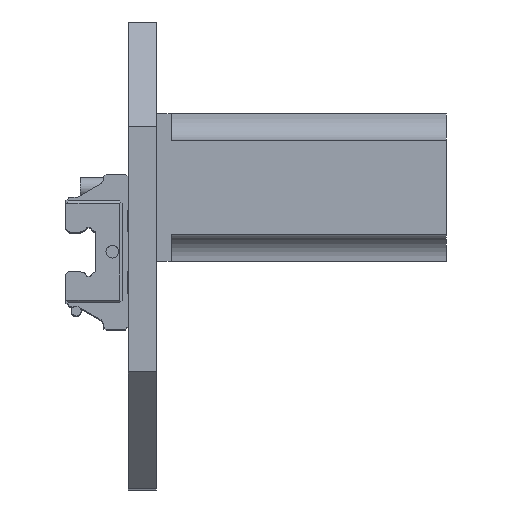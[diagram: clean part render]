
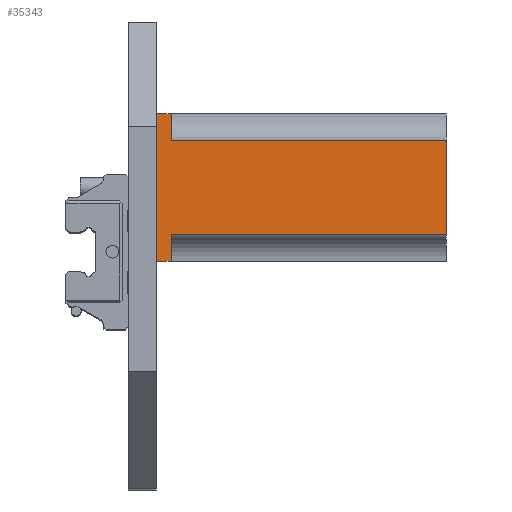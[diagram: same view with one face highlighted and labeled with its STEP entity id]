
A CAD part, top view. The second image highlights one B-rep face of the part: STEP entity #35343.
In plain terms, the highlighted face is planar.
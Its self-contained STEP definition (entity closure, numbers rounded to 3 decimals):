
#34867 = VERTEX_POINT('',#34868);
#34868 = CARTESIAN_POINT('',(-30.,30.,0.));
#34875 = PLANE('',#34876);
#34876 = AXIS2_PLACEMENT_3D('',#34877,#34878,#34879);
#34877 = CARTESIAN_POINT('',(30.,30.,0.));
#34878 = DIRECTION('',(0.,-1.,0.));
#34879 = DIRECTION('',(-1.,0.,0.));
#34887 = PLANE('',#34888);
#34888 = AXIS2_PLACEMENT_3D('',#34889,#34890,#34891);
#34889 = CARTESIAN_POINT('',(0.,0.,0.));
#34890 = DIRECTION('',(0.,0.,1.));
#34891 = DIRECTION('',(1.,0.,0.));
#34999 = PLANE('',#35000);
#35000 = AXIS2_PLACEMENT_3D('',#35001,#35002,#35003);
#35001 = CARTESIAN_POINT('',(0.,0.,118.));
#35002 = DIRECTION('',(0.,0.,1.));
#35003 = DIRECTION('',(1.,0.,0.));
#35027 = CYLINDRICAL_SURFACE('',#35028,11.);
#35028 = AXIS2_PLACEMENT_3D('',#35029,#35030,#35031);
#35029 = CARTESIAN_POINT('',(-30.,30.,118.));
#35030 = DIRECTION('',(0.,0.,1.));
#35031 = DIRECTION('',(0.,-1.,0.));
#35040 = VERTEX_POINT('',#35041);
#35041 = CARTESIAN_POINT('',(-30.,30.,6.));
#35055 = PLANE('',#35056);
#35056 = AXIS2_PLACEMENT_3D('',#35057,#35058,#35059);
#35057 = CARTESIAN_POINT('',(-30.,30.,6.));
#35058 = DIRECTION('',(0.,0.,1.));
#35059 = DIRECTION('',(1.,0.,0.));
#35067 = EDGE_CURVE('',#34867,#35040,#35068,.T.);
#35068 = SURFACE_CURVE('',#35069,(#35073,#35080),.PCURVE_S1.);
#35069 = LINE('',#35070,#35071);
#35070 = CARTESIAN_POINT('',(-30.,30.,0.));
#35071 = VECTOR('',#35072,1.);
#35072 = DIRECTION('',(0.,0.,1.));
#35073 = PCURVE('',#34875,#35074);
#35074 = DEFINITIONAL_REPRESENTATION('',(#35075),#35079);
#35075 = LINE('',#35076,#35077);
#35076 = CARTESIAN_POINT('',(60.,0.));
#35077 = VECTOR('',#35078,1.);
#35078 = DIRECTION('',(0.,-1.));
#35079 = ( GEOMETRIC_REPRESENTATION_CONTEXT(2) 
PARAMETRIC_REPRESENTATION_CONTEXT() REPRESENTATION_CONTEXT('2D SPACE',''
  ) );
#35080 = PCURVE('',#35081,#35086);
#35081 = PLANE('',#35082);
#35082 = AXIS2_PLACEMENT_3D('',#35083,#35084,#35085);
#35083 = CARTESIAN_POINT('',(-30.,30.,0.));
#35084 = DIRECTION('',(1.,0.,0.));
#35085 = DIRECTION('',(0.,-1.,0.));
#35086 = DEFINITIONAL_REPRESENTATION('',(#35087),#35091);
#35087 = LINE('',#35088,#35089);
#35088 = CARTESIAN_POINT('',(0.,0.));
#35089 = VECTOR('',#35090,1.);
#35090 = DIRECTION('',(0.,-1.));
#35091 = ( GEOMETRIC_REPRESENTATION_CONTEXT(2) 
PARAMETRIC_REPRESENTATION_CONTEXT() REPRESENTATION_CONTEXT('2D SPACE',''
  ) );
#35097 = EDGE_CURVE('',#34867,#35098,#35100,.T.);
#35098 = VERTEX_POINT('',#35099);
#35099 = CARTESIAN_POINT('',(-30.,-30.,0.));
#35100 = SURFACE_CURVE('',#35101,(#35105,#35112),.PCURVE_S1.);
#35101 = LINE('',#35102,#35103);
#35102 = CARTESIAN_POINT('',(-30.,30.,0.));
#35103 = VECTOR('',#35104,1.);
#35104 = DIRECTION('',(0.,-1.,0.));
#35105 = PCURVE('',#34887,#35106);
#35106 = DEFINITIONAL_REPRESENTATION('',(#35107),#35111);
#35107 = LINE('',#35108,#35109);
#35108 = CARTESIAN_POINT('',(-30.,30.));
#35109 = VECTOR('',#35110,1.);
#35110 = DIRECTION('',(0.,-1.));
#35111 = ( GEOMETRIC_REPRESENTATION_CONTEXT(2) 
PARAMETRIC_REPRESENTATION_CONTEXT() REPRESENTATION_CONTEXT('2D SPACE',''
  ) );
#35112 = PCURVE('',#35081,#35113);
#35113 = DEFINITIONAL_REPRESENTATION('',(#35114),#35118);
#35114 = LINE('',#35115,#35116);
#35115 = CARTESIAN_POINT('',(0.,0.));
#35116 = VECTOR('',#35117,1.);
#35117 = DIRECTION('',(1.,-0.));
#35118 = ( GEOMETRIC_REPRESENTATION_CONTEXT(2) 
PARAMETRIC_REPRESENTATION_CONTEXT() REPRESENTATION_CONTEXT('2D SPACE',''
  ) );
#35136 = PLANE('',#35137);
#35137 = AXIS2_PLACEMENT_3D('',#35138,#35139,#35140);
#35138 = CARTESIAN_POINT('',(-30.,-30.,0.));
#35139 = DIRECTION('',(0.,1.,0.));
#35140 = DIRECTION('',(1.,0.,0.));
#35343 = ADVANCED_FACE('',(#35344),#35081,.F.);
#35344 = FACE_BOUND('',#35345,.F.);
#35345 = EDGE_LOOP('',(#35346,#35347,#35348,#35371,#35394,#35417,#35445,
    #35473));
#35346 = ORIENTED_EDGE('',*,*,#35097,.F.);
#35347 = ORIENTED_EDGE('',*,*,#35067,.T.);
#35348 = ORIENTED_EDGE('',*,*,#35349,.T.);
#35349 = EDGE_CURVE('',#35040,#35350,#35352,.T.);
#35350 = VERTEX_POINT('',#35351);
#35351 = CARTESIAN_POINT('',(-30.,19.,6.));
#35352 = SURFACE_CURVE('',#35353,(#35357,#35364),.PCURVE_S1.);
#35353 = LINE('',#35354,#35355);
#35354 = CARTESIAN_POINT('',(-30.,30.,6.));
#35355 = VECTOR('',#35356,1.);
#35356 = DIRECTION('',(0.,-1.,0.));
#35357 = PCURVE('',#35081,#35358);
#35358 = DEFINITIONAL_REPRESENTATION('',(#35359),#35363);
#35359 = LINE('',#35360,#35361);
#35360 = CARTESIAN_POINT('',(0.,-6.));
#35361 = VECTOR('',#35362,1.);
#35362 = DIRECTION('',(1.,-0.));
#35363 = ( GEOMETRIC_REPRESENTATION_CONTEXT(2) 
PARAMETRIC_REPRESENTATION_CONTEXT() REPRESENTATION_CONTEXT('2D SPACE',''
  ) );
#35364 = PCURVE('',#35055,#35365);
#35365 = DEFINITIONAL_REPRESENTATION('',(#35366),#35370);
#35366 = LINE('',#35367,#35368);
#35367 = CARTESIAN_POINT('',(0.,0.));
#35368 = VECTOR('',#35369,1.);
#35369 = DIRECTION('',(0.,-1.));
#35370 = ( GEOMETRIC_REPRESENTATION_CONTEXT(2) 
PARAMETRIC_REPRESENTATION_CONTEXT() REPRESENTATION_CONTEXT('2D SPACE',''
  ) );
#35371 = ORIENTED_EDGE('',*,*,#35372,.F.);
#35372 = EDGE_CURVE('',#35373,#35350,#35375,.T.);
#35373 = VERTEX_POINT('',#35374);
#35374 = CARTESIAN_POINT('',(-30.,19.,118.));
#35375 = SURFACE_CURVE('',#35376,(#35380,#35387),.PCURVE_S1.);
#35376 = LINE('',#35377,#35378);
#35377 = CARTESIAN_POINT('',(-30.,19.,118.));
#35378 = VECTOR('',#35379,1.);
#35379 = DIRECTION('',(-0.,0.,-1.));
#35380 = PCURVE('',#35081,#35381);
#35381 = DEFINITIONAL_REPRESENTATION('',(#35382),#35386);
#35382 = LINE('',#35383,#35384);
#35383 = CARTESIAN_POINT('',(11.,-118.));
#35384 = VECTOR('',#35385,1.);
#35385 = DIRECTION('',(-0.,1.));
#35386 = ( GEOMETRIC_REPRESENTATION_CONTEXT(2) 
PARAMETRIC_REPRESENTATION_CONTEXT() REPRESENTATION_CONTEXT('2D SPACE',''
  ) );
#35387 = PCURVE('',#35027,#35388);
#35388 = DEFINITIONAL_REPRESENTATION('',(#35389),#35393);
#35389 = LINE('',#35390,#35391);
#35390 = CARTESIAN_POINT('',(0.,0.));
#35391 = VECTOR('',#35392,1.);
#35392 = DIRECTION('',(0.,-1.));
#35393 = ( GEOMETRIC_REPRESENTATION_CONTEXT(2) 
PARAMETRIC_REPRESENTATION_CONTEXT() REPRESENTATION_CONTEXT('2D SPACE',''
  ) );
#35394 = ORIENTED_EDGE('',*,*,#35395,.T.);
#35395 = EDGE_CURVE('',#35373,#35396,#35398,.T.);
#35396 = VERTEX_POINT('',#35397);
#35397 = CARTESIAN_POINT('',(-30.,-19.,118.));
#35398 = SURFACE_CURVE('',#35399,(#35403,#35410),.PCURVE_S1.);
#35399 = LINE('',#35400,#35401);
#35400 = CARTESIAN_POINT('',(-30.,30.,118.));
#35401 = VECTOR('',#35402,1.);
#35402 = DIRECTION('',(0.,-1.,0.));
#35403 = PCURVE('',#35081,#35404);
#35404 = DEFINITIONAL_REPRESENTATION('',(#35405),#35409);
#35405 = LINE('',#35406,#35407);
#35406 = CARTESIAN_POINT('',(0.,-118.));
#35407 = VECTOR('',#35408,1.);
#35408 = DIRECTION('',(1.,-0.));
#35409 = ( GEOMETRIC_REPRESENTATION_CONTEXT(2) 
PARAMETRIC_REPRESENTATION_CONTEXT() REPRESENTATION_CONTEXT('2D SPACE',''
  ) );
#35410 = PCURVE('',#34999,#35411);
#35411 = DEFINITIONAL_REPRESENTATION('',(#35412),#35416);
#35412 = LINE('',#35413,#35414);
#35413 = CARTESIAN_POINT('',(-30.,30.));
#35414 = VECTOR('',#35415,1.);
#35415 = DIRECTION('',(0.,-1.));
#35416 = ( GEOMETRIC_REPRESENTATION_CONTEXT(2) 
PARAMETRIC_REPRESENTATION_CONTEXT() REPRESENTATION_CONTEXT('2D SPACE',''
  ) );
#35417 = ORIENTED_EDGE('',*,*,#35418,.F.);
#35418 = EDGE_CURVE('',#35419,#35396,#35421,.T.);
#35419 = VERTEX_POINT('',#35420);
#35420 = CARTESIAN_POINT('',(-30.,-19.,6.));
#35421 = SURFACE_CURVE('',#35422,(#35426,#35433),.PCURVE_S1.);
#35422 = LINE('',#35423,#35424);
#35423 = CARTESIAN_POINT('',(-30.,-19.,118.));
#35424 = VECTOR('',#35425,1.);
#35425 = DIRECTION('',(0.,0.,1.));
#35426 = PCURVE('',#35081,#35427);
#35427 = DEFINITIONAL_REPRESENTATION('',(#35428),#35432);
#35428 = LINE('',#35429,#35430);
#35429 = CARTESIAN_POINT('',(49.,-118.));
#35430 = VECTOR('',#35431,1.);
#35431 = DIRECTION('',(0.,-1.));
#35432 = ( GEOMETRIC_REPRESENTATION_CONTEXT(2) 
PARAMETRIC_REPRESENTATION_CONTEXT() REPRESENTATION_CONTEXT('2D SPACE',''
  ) );
#35433 = PCURVE('',#35434,#35439);
#35434 = CYLINDRICAL_SURFACE('',#35435,11.);
#35435 = AXIS2_PLACEMENT_3D('',#35436,#35437,#35438);
#35436 = CARTESIAN_POINT('',(-30.,-30.,118.));
#35437 = DIRECTION('',(0.,0.,1.));
#35438 = DIRECTION('',(1.,0.,0.));
#35439 = DEFINITIONAL_REPRESENTATION('',(#35440),#35444);
#35440 = LINE('',#35441,#35442);
#35441 = CARTESIAN_POINT('',(1.571,0.));
#35442 = VECTOR('',#35443,1.);
#35443 = DIRECTION('',(0.,1.));
#35444 = ( GEOMETRIC_REPRESENTATION_CONTEXT(2) 
PARAMETRIC_REPRESENTATION_CONTEXT() REPRESENTATION_CONTEXT('2D SPACE',''
  ) );
#35445 = ORIENTED_EDGE('',*,*,#35446,.T.);
#35446 = EDGE_CURVE('',#35419,#35447,#35449,.T.);
#35447 = VERTEX_POINT('',#35448);
#35448 = CARTESIAN_POINT('',(-30.,-30.,6.));
#35449 = SURFACE_CURVE('',#35450,(#35454,#35461),.PCURVE_S1.);
#35450 = LINE('',#35451,#35452);
#35451 = CARTESIAN_POINT('',(-30.,0.,6.));
#35452 = VECTOR('',#35453,1.);
#35453 = DIRECTION('',(0.,-1.,0.));
#35454 = PCURVE('',#35081,#35455);
#35455 = DEFINITIONAL_REPRESENTATION('',(#35456),#35460);
#35456 = LINE('',#35457,#35458);
#35457 = CARTESIAN_POINT('',(30.,-6.));
#35458 = VECTOR('',#35459,1.);
#35459 = DIRECTION('',(1.,-0.));
#35460 = ( GEOMETRIC_REPRESENTATION_CONTEXT(2) 
PARAMETRIC_REPRESENTATION_CONTEXT() REPRESENTATION_CONTEXT('2D SPACE',''
  ) );
#35461 = PCURVE('',#35462,#35467);
#35462 = PLANE('',#35463);
#35463 = AXIS2_PLACEMENT_3D('',#35464,#35465,#35466);
#35464 = CARTESIAN_POINT('',(-30.,-30.,6.));
#35465 = DIRECTION('',(0.,0.,1.));
#35466 = DIRECTION('',(0.,1.,0.));
#35467 = DEFINITIONAL_REPRESENTATION('',(#35468),#35472);
#35468 = LINE('',#35469,#35470);
#35469 = CARTESIAN_POINT('',(30.,0.));
#35470 = VECTOR('',#35471,1.);
#35471 = DIRECTION('',(-1.,0.));
#35472 = ( GEOMETRIC_REPRESENTATION_CONTEXT(2) 
PARAMETRIC_REPRESENTATION_CONTEXT() REPRESENTATION_CONTEXT('2D SPACE',''
  ) );
#35473 = ORIENTED_EDGE('',*,*,#35474,.F.);
#35474 = EDGE_CURVE('',#35098,#35447,#35475,.T.);
#35475 = SURFACE_CURVE('',#35476,(#35480,#35487),.PCURVE_S1.);
#35476 = LINE('',#35477,#35478);
#35477 = CARTESIAN_POINT('',(-30.,-30.,0.));
#35478 = VECTOR('',#35479,1.);
#35479 = DIRECTION('',(0.,0.,1.));
#35480 = PCURVE('',#35081,#35481);
#35481 = DEFINITIONAL_REPRESENTATION('',(#35482),#35486);
#35482 = LINE('',#35483,#35484);
#35483 = CARTESIAN_POINT('',(60.,-0.));
#35484 = VECTOR('',#35485,1.);
#35485 = DIRECTION('',(0.,-1.));
#35486 = ( GEOMETRIC_REPRESENTATION_CONTEXT(2) 
PARAMETRIC_REPRESENTATION_CONTEXT() REPRESENTATION_CONTEXT('2D SPACE',''
  ) );
#35487 = PCURVE('',#35136,#35488);
#35488 = DEFINITIONAL_REPRESENTATION('',(#35489),#35493);
#35489 = LINE('',#35490,#35491);
#35490 = CARTESIAN_POINT('',(0.,0.));
#35491 = VECTOR('',#35492,1.);
#35492 = DIRECTION('',(0.,-1.));
#35493 = ( GEOMETRIC_REPRESENTATION_CONTEXT(2) 
PARAMETRIC_REPRESENTATION_CONTEXT() REPRESENTATION_CONTEXT('2D SPACE',''
  ) );
